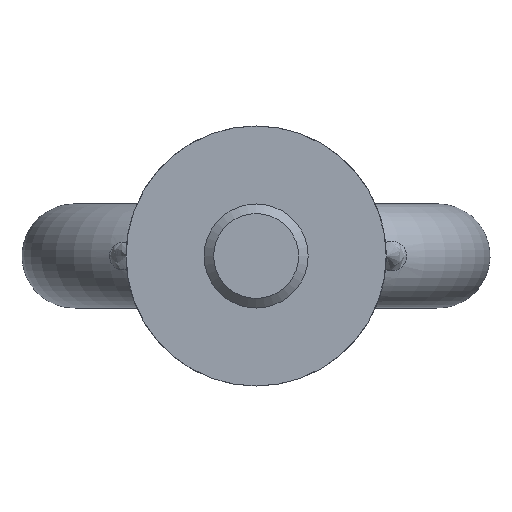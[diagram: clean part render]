
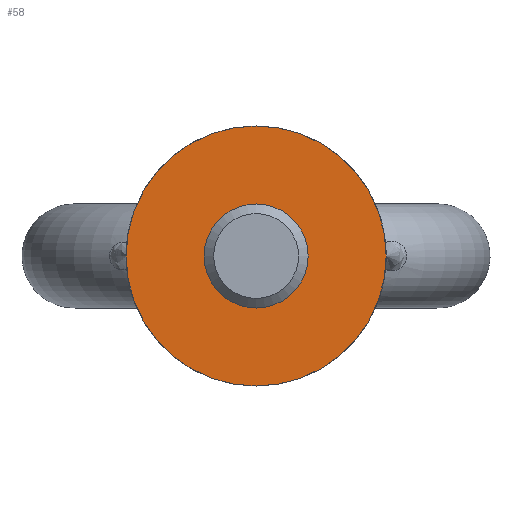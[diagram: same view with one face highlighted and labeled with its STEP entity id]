
A CAD part, front view. The second image highlights one B-rep face of the part: STEP entity #58.
In plain terms, the highlighted planar face has unit normal (0, -1, 0).
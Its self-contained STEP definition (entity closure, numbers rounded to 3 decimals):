
#58 = ADVANCED_FACE( '', ( #118, #119 ), #120, .F. );
#118 = FACE_BOUND( '', #231, .T. );
#119 = FACE_OUTER_BOUND( '', #232, .T. );
#120 = PLANE( '', #233 );
#231 = EDGE_LOOP( '', ( #323 ) );
#232 = EDGE_LOOP( '', ( #324 ) );
#233 = AXIS2_PLACEMENT_3D( '', #325, #326, #327 );
#323 = ORIENTED_EDGE( '', *, *, #359, .F. );
#324 = ORIENTED_EDGE( '', *, *, #371, .T. );
#325 = CARTESIAN_POINT( '', ( 12.5, 0., 0. ) );
#326 = DIRECTION( '', ( 0., 1., 0. ) );
#327 = DIRECTION( '', ( 0., 0., 1. ) );
#359 = EDGE_CURVE( '', #408, #408, #409, .F. );
#371 = EDGE_CURVE( '', #421, #421, #423, .T. );
#408 = VERTEX_POINT( '', #671 );
#409 = CIRCLE( '', #672, 3.8 );
#421 = VERTEX_POINT( '', #803 );
#423 = CIRCLE( '', #810, 12.5 );
#671 = CARTESIAN_POINT( '', ( 0., 0., 3.8 ) );
#672 = AXIS2_PLACEMENT_3D( '', #834, #835, #836 );
#803 = CARTESIAN_POINT( '', ( 12.5, 0., 0. ) );
#810 = AXIS2_PLACEMENT_3D( '', #846, #847, #848 );
#834 = CARTESIAN_POINT( '', ( 0., 0., 0. ) );
#835 = DIRECTION( '', ( 0., 1., 0. ) );
#836 = DIRECTION( '', ( 0., 0., 1. ) );
#846 = CARTESIAN_POINT( '', ( 0., 0., 0. ) );
#847 = DIRECTION( '', ( 0., -1., 0. ) );
#848 = DIRECTION( '', ( 0., 0., -1. ) );
